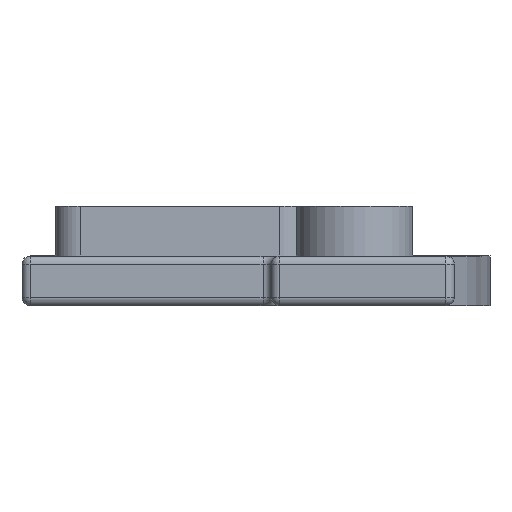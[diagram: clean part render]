
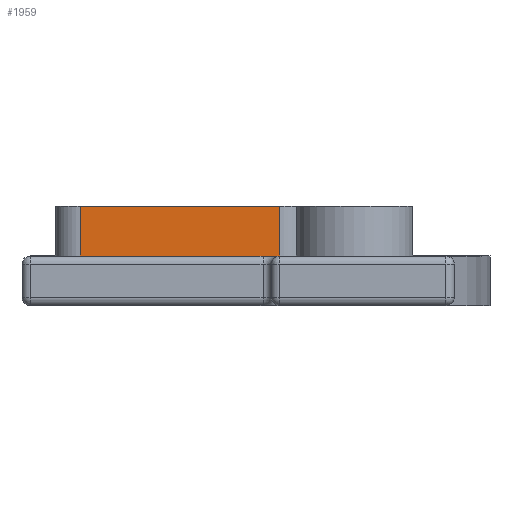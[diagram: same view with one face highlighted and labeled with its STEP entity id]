
A CAD part, left-side view. The second image highlights one B-rep face of the part: STEP entity #1959.
In plain terms, the highlighted planar face has unit normal (-1, 0, 0).
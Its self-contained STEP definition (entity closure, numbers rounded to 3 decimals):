
#79=PLANE('',#2122);
#119=FACE_OUTER_BOUND('',#254,.T.);
#254=EDGE_LOOP('',(#1317,#1318,#1319,#1320));
#398=LINE('',#3079,#550);
#399=LINE('',#3082,#551);
#400=LINE('',#3084,#552);
#401=LINE('',#3085,#553);
#550=VECTOR('',#2410,10.);
#551=VECTOR('',#2413,10.);
#552=VECTOR('',#2414,10.);
#553=VECTOR('',#2415,10.);
#836=VERTEX_POINT('',#3075);
#837=VERTEX_POINT('',#3077);
#838=VERTEX_POINT('',#3081);
#839=VERTEX_POINT('',#3083);
#1013=EDGE_CURVE('',#836,#837,#398,.T.);
#1014=EDGE_CURVE('',#836,#838,#399,.T.);
#1015=EDGE_CURVE('',#839,#837,#400,.T.);
#1016=EDGE_CURVE('',#838,#839,#401,.T.);
#1317=ORIENTED_EDGE('',*,*,#1014,.F.);
#1318=ORIENTED_EDGE('',*,*,#1013,.T.);
#1319=ORIENTED_EDGE('',*,*,#1015,.F.);
#1320=ORIENTED_EDGE('',*,*,#1016,.F.);
#1959=ADVANCED_FACE('',(#119),#79,.T.);
#2122=AXIS2_PLACEMENT_3D('',#3080,#2411,#2412);
#2410=DIRECTION('',(0.,0.,1.));
#2411=DIRECTION('center_axis',(-1.,0.,0.));
#2412=DIRECTION('ref_axis',(0.,-1.,0.));
#2413=DIRECTION('',(0.,1.,0.));
#2414=DIRECTION('',(0.,-1.,0.));
#2415=DIRECTION('',(0.,0.,1.));
#3075=CARTESIAN_POINT('',(-43.5,-1.422,3.));
#3077=CARTESIAN_POINT('',(-43.5,-1.422,6.));
#3079=CARTESIAN_POINT('',(-43.5,-1.422,3.));
#3080=CARTESIAN_POINT('Origin',(-43.5,10.578,3.));
#3081=CARTESIAN_POINT('',(-43.5,10.578,3.));
#3082=CARTESIAN_POINT('',(-43.5,6.704,3.));
#3083=CARTESIAN_POINT('',(-43.5,10.578,6.));
#3084=CARTESIAN_POINT('',(-43.5,10.578,6.));
#3085=CARTESIAN_POINT('',(-43.5,10.578,3.));
